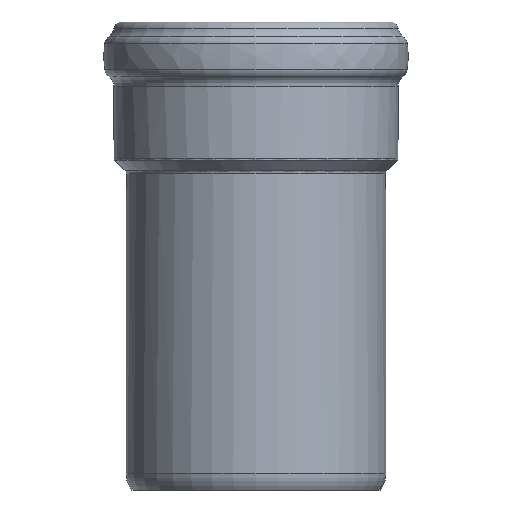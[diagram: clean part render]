
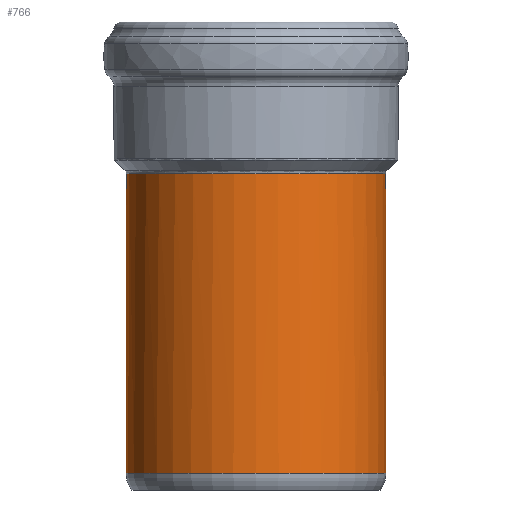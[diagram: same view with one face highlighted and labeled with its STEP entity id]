
A CAD part, left-side view. The second image highlights one B-rep face of the part: STEP entity #766.
In plain terms, the highlighted cylindrical face has radius 55 mm (diameter 110 mm), a full revolution.
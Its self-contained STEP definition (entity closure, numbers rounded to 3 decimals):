
#21=FACE_BOUND('',#175,.T.);
#66=CYLINDRICAL_SURFACE('',#836,55.);
#111=FACE_OUTER_BOUND('',#174,.T.);
#174=EDGE_LOOP('',(#609,#610));
#175=EDGE_LOOP('',(#611));
#268=CIRCLE('',#822,55.);
#278=CIRCLE('',#837,55.);
#338=B_SPLINE_CURVE_WITH_KNOTS('',3,(#1468,#1469,#1470,#1471,#1472,#1473,
#1474,#1475,#1476,#1477,#1478,#1479,#1480,#1481,#1482,#1483,#1484,#1485,
#1486,#1487,#1488,#1489,#1490,#1491,#1492,#1493,#1494,#1495,#1496,#1497,
#1498,#1499,#1500,#1501,#1502,#1503,#1504,#1505,#1506,#1507,#1508,#1509,
#1510,#1511,#1512,#1513,#1514,#1515,#1516,#1517,#1518,#1519,#1520,#1521,
#1522,#1523,#1524,#1525,#1526,#1527,#1528,#1529,#1530,#1531,#1532,#1533,
#1534,#1535,#1536,#1537),.UNSPECIFIED.,.F.,.F.,(4,3,3,3,3,3,3,3,3,3,3,3,
3,3,3,3,3,3,3,3,3,3,3,4),(-17.76,-16.601,-15.345,
-14.524,-14.508,-13.671,-12.834,
-11.997,-10.323,-9.92,-8.649,
-8.627,-7.812,-7.394,-6.975,
-6.772,-5.301,-4.782,-4.673,
-4.045,-2.79,-1.642,-1.535,-0.375),
 .UNSPECIFIED.);
#370=VERTEX_POINT('',#1459);
#371=VERTEX_POINT('',#1467);
#385=VERTEX_POINT('',#2010);
#450=EDGE_CURVE('',#370,#371,#338,.T.);
#454=EDGE_CURVE('',#371,#370,#268,.T.);
#478=EDGE_CURVE('',#385,#385,#278,.T.);
#609=ORIENTED_EDGE('',*,*,#450,.F.);
#610=ORIENTED_EDGE('',*,*,#454,.F.);
#611=ORIENTED_EDGE('',*,*,#478,.T.);
#766=ADVANCED_FACE('',(#111,#21),#66,.T.);
#822=AXIS2_PLACEMENT_3D('',#1566,#946,#947);
#836=AXIS2_PLACEMENT_3D('',#2009,#974,#975);
#837=AXIS2_PLACEMENT_3D('',#2011,#976,#977);
#946=DIRECTION('center_axis',(0.,0.,1.));
#947=DIRECTION('ref_axis',(-1.,0.,0.));
#974=DIRECTION('center_axis',(0.,0.,1.));
#975=DIRECTION('ref_axis',(-1.,0.,0.));
#976=DIRECTION('center_axis',(0.,0.,1.));
#977=DIRECTION('ref_axis',(-1.,0.,0.));
#1459=CARTESIAN_POINT('',(52.927,-14.958,133.841));
#1467=CARTESIAN_POINT('',(52.927,14.958,133.841));
#1468=CARTESIAN_POINT('Ctrl Pts',(52.927,-14.958,133.841));
#1469=CARTESIAN_POINT('Ctrl Pts',(52.102,-17.879,131.598));
#1470=CARTESIAN_POINT('Ctrl Pts',(51.138,-20.376,128.839));
#1471=CARTESIAN_POINT('Ctrl Pts',(50.203,-22.464,125.784));
#1472=CARTESIAN_POINT('Ctrl Pts',(49.19,-24.727,122.474));
#1473=CARTESIAN_POINT('Ctrl Pts',(48.212,-26.512,118.816));
#1474=CARTESIAN_POINT('Ctrl Pts',(47.462,-27.791,114.925));
#1475=CARTESIAN_POINT('Ctrl Pts',(46.972,-28.628,112.38));
#1476=CARTESIAN_POINT('Ctrl Pts',(46.579,-29.249,109.736));
#1477=CARTESIAN_POINT('Ctrl Pts',(46.35,-29.608,107.035));
#1478=CARTESIAN_POINT('Ctrl Pts',(46.346,-29.615,106.982));
#1479=CARTESIAN_POINT('Ctrl Pts',(46.341,-29.622,106.928));
#1480=CARTESIAN_POINT('Ctrl Pts',(46.337,-29.629,106.875));
#1481=CARTESIAN_POINT('Ctrl Pts',(46.11,-29.985,104.119));
#1482=CARTESIAN_POINT('Ctrl Pts',(46.055,-30.067,101.306));
#1483=CARTESIAN_POINT('Ctrl Pts',(46.217,-29.815,98.534));
#1484=CARTESIAN_POINT('Ctrl Pts',(46.379,-29.563,95.762));
#1485=CARTESIAN_POINT('Ctrl Pts',(46.758,-28.976,93.032));
#1486=CARTESIAN_POINT('Ctrl Pts',(47.313,-28.041,90.48));
#1487=CARTESIAN_POINT('Ctrl Pts',(47.868,-27.106,87.929));
#1488=CARTESIAN_POINT('Ctrl Pts',(48.598,-25.823,85.555));
#1489=CARTESIAN_POINT('Ctrl Pts',(49.373,-24.241,83.446));
#1490=CARTESIAN_POINT('Ctrl Pts',(50.922,-21.077,79.228));
#1491=CARTESIAN_POINT('Ctrl Pts',(52.65,-16.722,76.07));
#1492=CARTESIAN_POINT('Ctrl Pts',(53.731,-11.78,74.162));
#1493=CARTESIAN_POINT('Ctrl Pts',(53.991,-10.591,73.704));
#1494=CARTESIAN_POINT('Ctrl Pts',(54.213,-9.369,73.317));
#1495=CARTESIAN_POINT('Ctrl Pts',(54.396,-8.123,73.004));
#1496=CARTESIAN_POINT('Ctrl Pts',(54.973,-4.189,72.014));
#1497=CARTESIAN_POINT('Ctrl Pts',(55.153,-0.026,
71.755));
#1498=CARTESIAN_POINT('Ctrl Pts',(54.858,4.025,72.243));
#1499=CARTESIAN_POINT('Ctrl Pts',(54.853,4.097,72.252));
#1500=CARTESIAN_POINT('Ctrl Pts',(54.848,4.168,72.261));
#1501=CARTESIAN_POINT('Ctrl Pts',(54.842,4.239,72.27));
#1502=CARTESIAN_POINT('Ctrl Pts',(54.643,6.832,72.599));
#1503=CARTESIAN_POINT('Ctrl Pts',(54.25,9.375,73.237));
#1504=CARTESIAN_POINT('Ctrl Pts',(53.722,11.779,74.168));
#1505=CARTESIAN_POINT('Ctrl Pts',(53.451,13.014,74.646));
#1506=CARTESIAN_POINT('Ctrl Pts',(53.145,14.212,75.202));
#1507=CARTESIAN_POINT('Ctrl Pts',(52.81,15.365,75.83));
#1508=CARTESIAN_POINT('Ctrl Pts',(52.475,16.519,76.458));
#1509=CARTESIAN_POINT('Ctrl Pts',(52.112,17.628,77.158));
#1510=CARTESIAN_POINT('Ctrl Pts',(51.732,18.679,77.934));
#1511=CARTESIAN_POINT('Ctrl Pts',(51.548,19.189,78.311));
#1512=CARTESIAN_POINT('Ctrl Pts',(51.36,19.686,78.706));
#1513=CARTESIAN_POINT('Ctrl Pts',(51.169,20.169,79.118));
#1514=CARTESIAN_POINT('Ctrl Pts',(49.789,23.66,82.098));
#1515=CARTESIAN_POINT('Ctrl Pts',(48.289,26.399,85.996));
#1516=CARTESIAN_POINT('Ctrl Pts',(47.315,28.044,90.475));
#1517=CARTESIAN_POINT('Ctrl Pts',(46.971,28.624,92.057));
#1518=CARTESIAN_POINT('Ctrl Pts',(46.693,29.069,93.71));
#1519=CARTESIAN_POINT('Ctrl Pts',(46.494,29.382,95.397));
#1520=CARTESIAN_POINT('Ctrl Pts',(46.452,29.448,95.752));
#1521=CARTESIAN_POINT('Ctrl Pts',(46.414,29.508,96.108));
#1522=CARTESIAN_POINT('Ctrl Pts',(46.379,29.563,96.466));
#1523=CARTESIAN_POINT('Ctrl Pts',(46.179,29.876,98.524));
#1524=CARTESIAN_POINT('Ctrl Pts',(46.098,29.997,100.623));
#1525=CARTESIAN_POINT('Ctrl Pts',(46.131,29.948,102.713));
#1526=CARTESIAN_POINT('Ctrl Pts',(46.196,29.85,106.889));
#1527=CARTESIAN_POINT('Ctrl Pts',(46.714,29.07,111.029));
#1528=CARTESIAN_POINT('Ctrl Pts',(47.463,27.788,114.926));
#1529=CARTESIAN_POINT('Ctrl Pts',(48.148,26.616,118.49));
#1530=CARTESIAN_POINT('Ctrl Pts',(49.026,25.024,121.85));
#1531=CARTESIAN_POINT('Ctrl Pts',(49.945,23.033,124.928));
#1532=CARTESIAN_POINT('Ctrl Pts',(50.031,22.847,125.215));
#1533=CARTESIAN_POINT('Ctrl Pts',(50.117,22.657,125.5));
#1534=CARTESIAN_POINT('Ctrl Pts',(50.203,22.464,125.783));
#1535=CARTESIAN_POINT('Ctrl Pts',(51.138,20.377,128.838));
#1536=CARTESIAN_POINT('Ctrl Pts',(52.102,17.881,131.597));
#1537=CARTESIAN_POINT('Ctrl Pts',(52.927,14.958,133.841));
#1566=CARTESIAN_POINT('Origin',(0.,0.,133.841));
#2009=CARTESIAN_POINT('Origin',(0.,0.,0.));
#2010=CARTESIAN_POINT('',(-55.,0.,7.));
#2011=CARTESIAN_POINT('Origin',(0.,0.,7.));
